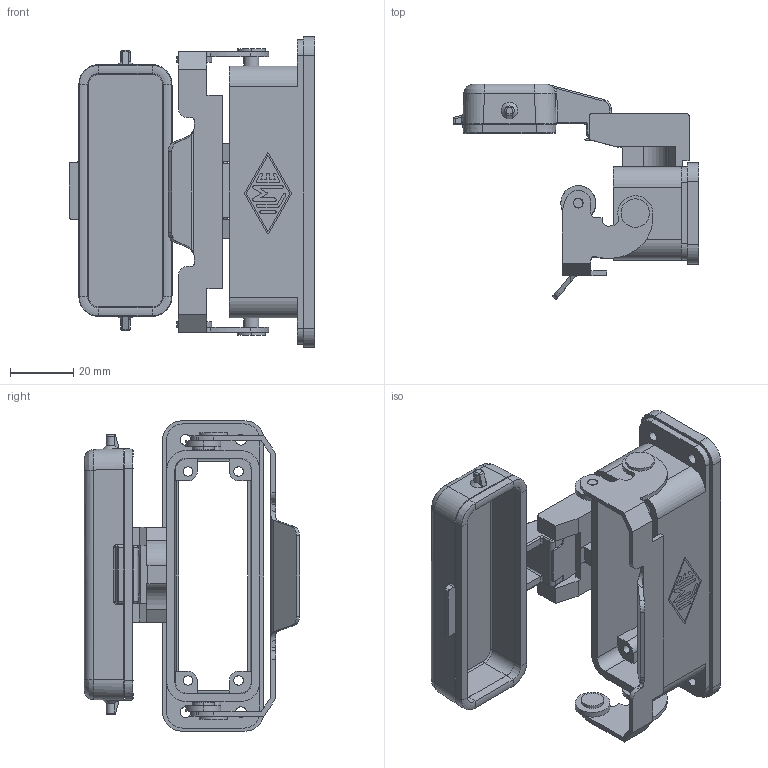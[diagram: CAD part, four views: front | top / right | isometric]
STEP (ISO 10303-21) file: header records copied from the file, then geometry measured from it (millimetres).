
FILE_DESCRIPTION(('Creo Elements/Direct Modeling STEP Export'),'2;1');
FILE_NAME('0ln7uvk460moib84368','2016-12-01T13:34:19',(''),(''),'PTC Creo Elements/Direct Modeling STEP processor for AP214 (Solid Model)','PTC Creo Elements/Direct Modeling 19.0E 27-Jun-2016 (C) Parametric Technology GmbH','');
FILE_SCHEMA(('AUTOMOTIVE_DESIGN { 1 0 10303 214 1 1 1 1 }'));
Length unit declared in the file: millimetre
Products named in the file (2): CZ7I_25_LS
Assembly tree (1 placements, depth 2):
  CZ7I_25_LS
    CZ7I_25_LS
Bounding box: 77.4 x 68.01 x 98 mm (x, y, z)
Volume: 45299.5 mm3; surface area: 36061.4 mm2
Topology: 1 solids, 3 shells, 426 faces, 1153 edges, 754 vertices
Faces by surface type: plane 190, cylinder 186, torus 24, bspline 10, cone 10, sphere 6
Entity records: 19387 total; most frequent: CARTESIAN_POINT 5249, ORIENTED_EDGE 2290, DIRECTION 2190, EDGE_CURVE 1145, AXIS2_PLACEMENT_3D 764, VERTEX_POINT 754, VECTOR 662, LINE 662
